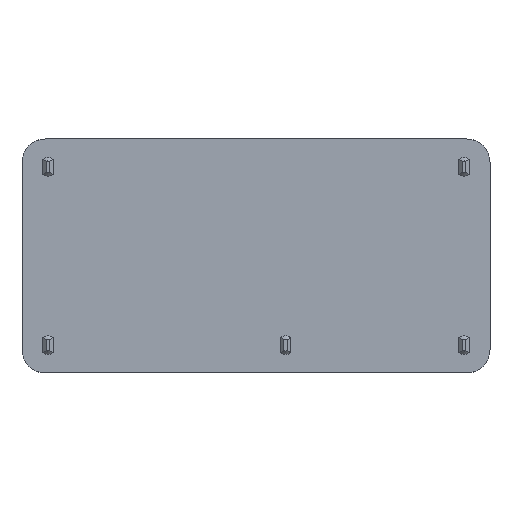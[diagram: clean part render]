
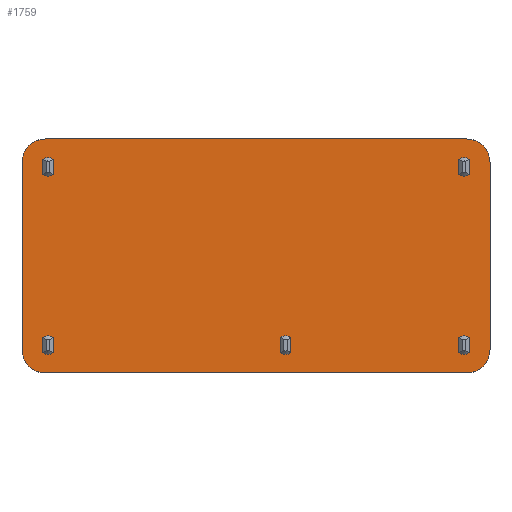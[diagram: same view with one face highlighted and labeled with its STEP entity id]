
A CAD part, front view. The second image highlights one B-rep face of the part: STEP entity #1759.
In plain terms, the highlighted planar face has unit normal (0, -1, 0).
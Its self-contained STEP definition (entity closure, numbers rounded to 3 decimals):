
#206=CARTESIAN_POINT('',(-1.335,0.0,9.141));
#207=VERTEX_POINT('',#206);
#214=CARTESIAN_POINT('',(-1.335,0.0,8.479));
#215=VERTEX_POINT('',#214);
#216=CARTESIAN_POINT('',(-1.335,0.0,8.479));
#217=DIRECTION('',(0.0,0.0,1.0));
#218=VECTOR('',#217,0.661);
#219=LINE('',#216,#218);
#220=EDGE_CURVE('',#215,#207,#219,.T.);
#237=CARTESIAN_POINT('',(-0.885,0.0,9.141));
#238=VERTEX_POINT('',#237);
#245=CARTESIAN_POINT('',(-1.11,0.0,8.81));
#246=DIRECTION('',(0.0,1.0,0.0));
#247=DIRECTION('',(-0.563,0.0,-0.827));
#248=AXIS2_PLACEMENT_3D('',#245,#246,#247);
#249=CIRCLE('',#248,0.4);
#250=EDGE_CURVE('',#207,#238,#249,.T.);
#406=CARTESIAN_POINT('',(-19.115,0.0,9.141));
#407=VERTEX_POINT('',#406);
#414=CARTESIAN_POINT('',(-19.115,0.0,8.479));
#415=VERTEX_POINT('',#414);
#416=CARTESIAN_POINT('',(-19.115,0.0,8.479));
#417=DIRECTION('',(0.0,0.0,1.0));
#418=VECTOR('',#417,0.661);
#419=LINE('',#416,#418);
#420=EDGE_CURVE('',#415,#407,#419,.T.);
#437=CARTESIAN_POINT('',(-18.665,0.0,9.141));
#438=VERTEX_POINT('',#437);
#445=CARTESIAN_POINT('',(-18.89,0.0,8.81));
#446=DIRECTION('',(0.0,1.0,0.0));
#447=DIRECTION('',(-0.562,0.0,-0.827));
#448=AXIS2_PLACEMENT_3D('',#445,#446,#447);
#449=CIRCLE('',#448,0.4);
#450=EDGE_CURVE('',#407,#438,#449,.T.);
#606=CARTESIAN_POINT('',(-19.115,0.0,1.521));
#607=VERTEX_POINT('',#606);
#614=CARTESIAN_POINT('',(-19.115,0.0,0.859));
#615=VERTEX_POINT('',#614);
#616=CARTESIAN_POINT('',(-19.115,0.0,0.859));
#617=DIRECTION('',(0.0,0.0,1.0));
#618=VECTOR('',#617,0.661);
#619=LINE('',#616,#618);
#620=EDGE_CURVE('',#615,#607,#619,.T.);
#637=CARTESIAN_POINT('',(-18.665,0.0,1.521));
#638=VERTEX_POINT('',#637);
#645=CARTESIAN_POINT('',(-18.89,0.0,1.19));
#646=DIRECTION('',(0.0,1.0,0.0));
#647=DIRECTION('',(-0.563,0.0,-0.827));
#648=AXIS2_PLACEMENT_3D('',#645,#646,#647);
#649=CIRCLE('',#648,0.4);
#650=EDGE_CURVE('',#607,#638,#649,.T.);
#806=CARTESIAN_POINT('',(-8.955,0.0,1.521));
#807=VERTEX_POINT('',#806);
#814=CARTESIAN_POINT('',(-8.955,0.0,0.859));
#815=VERTEX_POINT('',#814);
#816=CARTESIAN_POINT('',(-8.955,0.0,0.859));
#817=DIRECTION('',(0.0,0.0,1.0));
#818=VECTOR('',#817,0.661);
#819=LINE('',#816,#818);
#820=EDGE_CURVE('',#815,#807,#819,.T.);
#837=CARTESIAN_POINT('',(-8.505,0.0,1.521));
#838=VERTEX_POINT('',#837);
#845=CARTESIAN_POINT('',(-8.73,0.0,1.19));
#846=DIRECTION('',(0.0,1.0,0.0));
#847=DIRECTION('',(0.562,0.0,0.827));
#848=AXIS2_PLACEMENT_3D('',#845,#846,#847);
#849=CIRCLE('',#848,0.4);
#850=EDGE_CURVE('',#807,#838,#849,.T.);
#1006=CARTESIAN_POINT('',(-1.335,0.0,1.521));
#1007=VERTEX_POINT('',#1006);
#1014=CARTESIAN_POINT('',(-1.335,0.0,0.859));
#1015=VERTEX_POINT('',#1014);
#1016=CARTESIAN_POINT('',(-1.335,0.0,0.859));
#1017=DIRECTION('',(0.0,0.0,1.0));
#1018=VECTOR('',#1017,0.661);
#1019=LINE('',#1016,#1018);
#1020=EDGE_CURVE('',#1015,#1007,#1019,.T.);
#1037=CARTESIAN_POINT('',(-0.885,0.0,1.521));
#1038=VERTEX_POINT('',#1037);
#1045=CARTESIAN_POINT('',(-1.11,0.0,1.19));
#1046=DIRECTION('',(0.0,1.0,0.0));
#1047=DIRECTION('',(-0.562,0.0,-0.827));
#1048=AXIS2_PLACEMENT_3D('',#1045,#1046,#1047);
#1049=CIRCLE('',#1048,0.4);
#1050=EDGE_CURVE('',#1007,#1038,#1049,.T.);
#1108=CARTESIAN_POINT('',(0.0,0.0,1.0));
#1109=VERTEX_POINT('',#1108);
#1110=CARTESIAN_POINT('',(-1.0,0.0,0.0));
#1111=VERTEX_POINT('',#1110);
#1112=CARTESIAN_POINT('',(-1.0,0.0,1.0));
#1113=DIRECTION('',(0.0,1.0,0.0));
#1114=DIRECTION('',(0.707,0.0,-0.707));
#1115=AXIS2_PLACEMENT_3D('',#1112,#1113,#1114);
#1116=CIRCLE('',#1115,1.0);
#1117=EDGE_CURVE('',#1109,#1111,#1116,.T.);
#1175=CARTESIAN_POINT('',(-19.0,0.0,0.0));
#1176=VERTEX_POINT('',#1175);
#1177=CARTESIAN_POINT('',(-20.0,0.0,1.0));
#1178=VERTEX_POINT('',#1177);
#1179=CARTESIAN_POINT('',(-19.0,0.0,1.0));
#1180=DIRECTION('',(0.0,1.0,0.0));
#1181=DIRECTION('',(-0.707,0.0,-0.707));
#1182=AXIS2_PLACEMENT_3D('',#1179,#1180,#1181);
#1183=CIRCLE('',#1182,1.0);
#1184=EDGE_CURVE('',#1176,#1178,#1183,.T.);
#1242=CARTESIAN_POINT('',(-1.,0.0,10.0));
#1243=VERTEX_POINT('',#1242);
#1244=CARTESIAN_POINT('',(0.0,0.0,9.0));
#1245=VERTEX_POINT('',#1244);
#1246=CARTESIAN_POINT('',(-1.0,0.0,9.0));
#1247=DIRECTION('',(0.0,1.0,0.0));
#1248=DIRECTION('',(0.707,0.0,0.707));
#1249=AXIS2_PLACEMENT_3D('',#1246,#1247,#1248);
#1250=CIRCLE('',#1249,1.0);
#1251=EDGE_CURVE('',#1243,#1245,#1250,.T.);
#1331=CARTESIAN_POINT('',(-20.0,0.0,9.0));
#1332=VERTEX_POINT('',#1331);
#1333=CARTESIAN_POINT('',(-19.0,0.0,10.0));
#1334=VERTEX_POINT('',#1333);
#1335=CARTESIAN_POINT('',(-19.0,0.0,9.0));
#1336=DIRECTION('',(0.0,1.0,0.0));
#1337=DIRECTION('',(-0.707,0.0,0.707));
#1338=AXIS2_PLACEMENT_3D('',#1335,#1336,#1337);
#1339=CIRCLE('',#1338,1.0);
#1340=EDGE_CURVE('',#1332,#1334,#1339,.T.);
#1432=CARTESIAN_POINT('',(0.0,0.0,9.0));
#1433=DIRECTION('',(0.0,0.0,-1.0));
#1434=VECTOR('',#1433,8.0);
#1435=LINE('',#1432,#1434);
#1436=EDGE_CURVE('',#1245,#1109,#1435,.T.);
#1449=CARTESIAN_POINT('',(-19.0,0.0,10.0));
#1450=DIRECTION('',(1.0,0.0,0.0));
#1451=VECTOR('',#1450,18.0);
#1452=LINE('',#1449,#1451);
#1453=EDGE_CURVE('',#1334,#1243,#1452,.T.);
#1476=CARTESIAN_POINT('',(-0.885,0.0,0.859));
#1477=VERTEX_POINT('',#1476);
#1484=CARTESIAN_POINT('',(-0.885,0.0,1.521));
#1485=DIRECTION('',(0.0,0.0,-1.0));
#1486=VECTOR('',#1485,0.661);
#1487=LINE('',#1484,#1486);
#1488=EDGE_CURVE('',#1038,#1477,#1487,.T.);
#1501=CARTESIAN_POINT('',(-1.11,0.0,1.19));
#1502=DIRECTION('',(0.0,1.0,0.0));
#1503=DIRECTION('',(0.562,0.0,0.827));
#1504=AXIS2_PLACEMENT_3D('',#1501,#1502,#1503);
#1505=CIRCLE('',#1504,0.4);
#1506=EDGE_CURVE('',#1477,#1015,#1505,.T.);
#1518=CARTESIAN_POINT('',(-18.665,0.0,8.479));
#1519=VERTEX_POINT('',#1518);
#1526=CARTESIAN_POINT('',(-18.665,0.0,9.141));
#1527=DIRECTION('',(0.0,0.0,-1.0));
#1528=VECTOR('',#1527,0.661);
#1529=LINE('',#1526,#1528);
#1530=EDGE_CURVE('',#438,#1519,#1529,.T.);
#1543=CARTESIAN_POINT('',(-18.89,0.0,8.81));
#1544=DIRECTION('',(0.0,1.0,0.0));
#1545=DIRECTION('',(0.563,0.0,0.827));
#1546=AXIS2_PLACEMENT_3D('',#1543,#1544,#1545);
#1547=CIRCLE('',#1546,0.4);
#1548=EDGE_CURVE('',#1519,#415,#1547,.T.);
#1560=CARTESIAN_POINT('',(-8.505,0.0,0.859));
#1561=VERTEX_POINT('',#1560);
#1568=CARTESIAN_POINT('',(-8.505,0.0,1.521));
#1569=DIRECTION('',(0.0,0.0,-1.0));
#1570=VECTOR('',#1569,0.661);
#1571=LINE('',#1568,#1570);
#1572=EDGE_CURVE('',#838,#1561,#1571,.T.);
#1585=CARTESIAN_POINT('',(-8.73,0.0,1.19));
#1586=DIRECTION('',(0.0,1.0,0.0));
#1587=DIRECTION('',(-0.562,0.0,-0.827));
#1588=AXIS2_PLACEMENT_3D('',#1585,#1586,#1587);
#1589=CIRCLE('',#1588,0.4);
#1590=EDGE_CURVE('',#1561,#815,#1589,.T.);
#1602=CARTESIAN_POINT('',(-18.665,0.0,0.859));
#1603=VERTEX_POINT('',#1602);
#1610=CARTESIAN_POINT('',(-18.665,0.0,1.521));
#1611=DIRECTION('',(0.0,0.0,-1.0));
#1612=VECTOR('',#1611,0.661);
#1613=LINE('',#1610,#1612);
#1614=EDGE_CURVE('',#638,#1603,#1613,.T.);
#1627=CARTESIAN_POINT('',(-18.89,0.0,1.19));
#1628=DIRECTION('',(0.0,1.0,0.0));
#1629=DIRECTION('',(0.563,0.0,0.827));
#1630=AXIS2_PLACEMENT_3D('',#1627,#1628,#1629);
#1631=CIRCLE('',#1630,0.4);
#1632=EDGE_CURVE('',#1603,#615,#1631,.T.);
#1644=CARTESIAN_POINT('',(-0.885,0.0,8.479));
#1645=VERTEX_POINT('',#1644);
#1652=CARTESIAN_POINT('',(-0.885,0.0,9.141));
#1653=DIRECTION('',(0.0,0.0,-1.0));
#1654=VECTOR('',#1653,0.661);
#1655=LINE('',#1652,#1654);
#1656=EDGE_CURVE('',#238,#1645,#1655,.T.);
#1669=CARTESIAN_POINT('',(-1.11,0.0,8.81));
#1670=DIRECTION('',(0.0,1.0,0.0));
#1671=DIRECTION('',(0.563,0.0,0.827));
#1672=AXIS2_PLACEMENT_3D('',#1669,#1670,#1671);
#1673=CIRCLE('',#1672,0.4);
#1674=EDGE_CURVE('',#1645,#215,#1673,.T.);
#1686=CARTESIAN_POINT('',(-20.0,0.0,1.0));
#1687=DIRECTION('',(0.0,0.0,1.0));
#1688=VECTOR('',#1687,8.0);
#1689=LINE('',#1686,#1688);
#1690=EDGE_CURVE('',#1178,#1332,#1689,.T.);
#1703=CARTESIAN_POINT('',(-1.0,0.0,0.0));
#1704=DIRECTION('',(-1.0,0.0,0.0));
#1705=VECTOR('',#1704,18.0);
#1706=LINE('',#1703,#1705);
#1707=EDGE_CURVE('',#1111,#1176,#1706,.T.);
#1714=CARTESIAN_POINT('',(-10.,0.0,5.0));
#1715=DIRECTION('',(0.0,1.0,0.0));
#1716=DIRECTION('',(0.0,0.0,1.0));
#1717=AXIS2_PLACEMENT_3D('',#1714,#1715,#1716);
#1718=PLANE('',#1717);
#1719=ORIENTED_EDGE('',*,*,#1117,.F.);
#1720=ORIENTED_EDGE('',*,*,#1436,.F.);
#1721=ORIENTED_EDGE('',*,*,#1251,.F.);
#1722=ORIENTED_EDGE('',*,*,#1453,.F.);
#1723=ORIENTED_EDGE('',*,*,#1340,.F.);
#1724=ORIENTED_EDGE('',*,*,#1690,.F.);
#1725=ORIENTED_EDGE('',*,*,#1184,.F.);
#1726=ORIENTED_EDGE('',*,*,#1707,.F.);
#1727=EDGE_LOOP('',(#1719,#1720,#1721,#1722,#1723,#1724,#1725,#1726));
#1728=FACE_OUTER_BOUND('',#1727,.T.);
#1729=ORIENTED_EDGE('',*,*,#1020,.T.);
#1730=ORIENTED_EDGE('',*,*,#1050,.T.);
#1731=ORIENTED_EDGE('',*,*,#1488,.T.);
#1732=ORIENTED_EDGE('',*,*,#1506,.T.);
#1733=EDGE_LOOP('',(#1729,#1730,#1731,#1732));
#1734=FACE_BOUND('',#1733,.T.);
#1735=ORIENTED_EDGE('',*,*,#1530,.T.);
#1736=ORIENTED_EDGE('',*,*,#1548,.T.);
#1737=ORIENTED_EDGE('',*,*,#420,.T.);
#1738=ORIENTED_EDGE('',*,*,#450,.T.);
#1739=EDGE_LOOP('',(#1735,#1736,#1737,#1738));
#1740=FACE_BOUND('',#1739,.T.);
#1741=ORIENTED_EDGE('',*,*,#1572,.T.);
#1742=ORIENTED_EDGE('',*,*,#1590,.T.);
#1743=ORIENTED_EDGE('',*,*,#820,.T.);
#1744=ORIENTED_EDGE('',*,*,#850,.T.);
#1745=EDGE_LOOP('',(#1741,#1742,#1743,#1744));
#1746=FACE_BOUND('',#1745,.T.);
#1747=ORIENTED_EDGE('',*,*,#620,.T.);
#1748=ORIENTED_EDGE('',*,*,#650,.T.);
#1749=ORIENTED_EDGE('',*,*,#1614,.T.);
#1750=ORIENTED_EDGE('',*,*,#1632,.T.);
#1751=EDGE_LOOP('',(#1747,#1748,#1749,#1750));
#1752=FACE_BOUND('',#1751,.T.);
#1753=ORIENTED_EDGE('',*,*,#1656,.T.);
#1754=ORIENTED_EDGE('',*,*,#1674,.T.);
#1755=ORIENTED_EDGE('',*,*,#220,.T.);
#1756=ORIENTED_EDGE('',*,*,#250,.T.);
#1757=EDGE_LOOP('',(#1753,#1754,#1755,#1756));
#1758=FACE_BOUND('',#1757,.T.);
#1759=ADVANCED_FACE('',(#1728,#1734,#1740,#1746,#1752,#1758),#1718,.F.);
